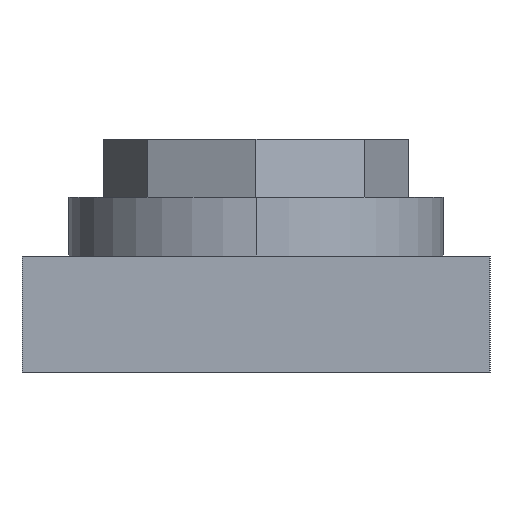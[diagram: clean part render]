
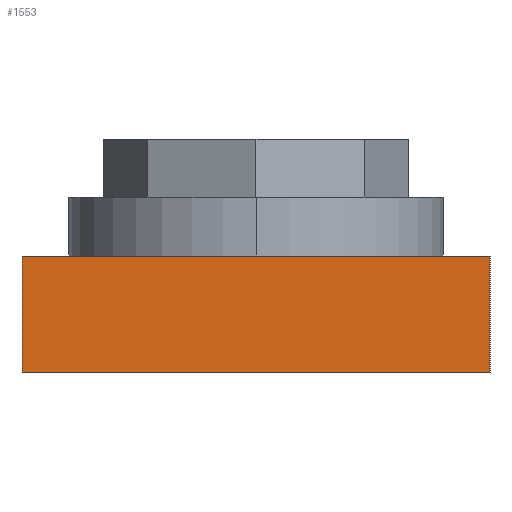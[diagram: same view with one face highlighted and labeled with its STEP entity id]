
A CAD part, left-side view. The second image highlights one B-rep face of the part: STEP entity #1553.
In plain terms, the highlighted planar face has unit normal (-1, 0, 0).
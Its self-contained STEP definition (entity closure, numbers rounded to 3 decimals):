
#1514=CARTESIAN_POINT('POINT107',(0.,2.,-0.5));
#1515=VERTEX_POINT('VERTEX107',#1514);
#1516=CARTESIAN_POINT('POINT108',(0.,2.,-1.));
#1517=VERTEX_POINT('VERTEX108',#1516);
#1518=CARTESIAN_POINT('POS157',(0.,2.,-0.5));
#1519=DIRECTION('DIR240',(0.,0.,1.));
#1520=VECTOR('VEC74',#1519,1.);
#1521=LINE('STRAIGHT74',#1518,#1520);
#1522=EDGE_CURVE('EDGE152',#1515,#1517,#1521,.F.);
#1523=ORIENTED_EDGE('COEDGE256',*,*,#1522,.T.);
#1524=CARTESIAN_POINT('POINT109',(0.,0.,-1.));
#1525=VERTEX_POINT('VERTEX109',#1524);
#1526=CARTESIAN_POINT('POS158',(0.,1.,-1.));
#1527=DIRECTION('DIR241',(0.,-1.,0.));
#1528=VECTOR('VEC75',#1527,1.);
#1529=LINE('STRAIGHT75',#1526,#1528);
#1530=EDGE_CURVE('EDGE153',#1517,#1525,#1529,.T.);
#1531=ORIENTED_EDGE('COEDGE257',*,*,#1530,.T.);
#1532=CARTESIAN_POINT('POINT110',(0.,0.,-0.5));
#1533=VERTEX_POINT('VERTEX110',#1532);
#1534=CARTESIAN_POINT('POS159',(0.,0.,-0.5));
#1535=DIRECTION('DIR242',(0.,0.,-1.));
#1536=VECTOR('VEC76',#1535,1.);
#1537=LINE('STRAIGHT76',#1534,#1536);
#1538=EDGE_CURVE('EDGE154',#1533,#1525,#1537,.T.);
#1539=ORIENTED_EDGE('COEDGE258',*,*,#1538,.F.);
#1540=CARTESIAN_POINT('POS160',(0.,1.,-0.5));
#1541=DIRECTION('DIR243',(0.,1.,0.));
#1542=VECTOR('VEC77',#1541,1.);
#1543=LINE('STRAIGHT77',#1540,#1542);
#1544=EDGE_CURVE('EDGE155',#1533,#1515,#1543,.T.);
#1545=ORIENTED_EDGE('COEDGE259',*,*,#1544,.T.);
#1546=EDGE_LOOP('NONE',(#1523,#1531,#1539,#1545));
#1547=FACE_BOUND('LOOP1',#1546,.T.);
#1548=CARTESIAN_POINT('POS161',(0.,2.,-0.5));
#1549=DIRECTION('DIR244',(1.,0.,0.));
#1550=DIRECTION('DIR245',(0.,1.,0.));
#1551=AXIS2_PLACEMENT_3D('AXIS84',#1548,#1549,#1550);
#1552=PLANE('PLANE24',#1551);
#1553=ADVANCED_FACE('FACE57',(#1547),#1552,.F.);
